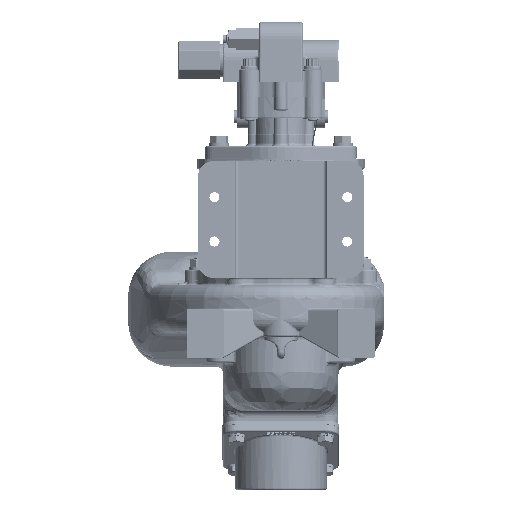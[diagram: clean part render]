
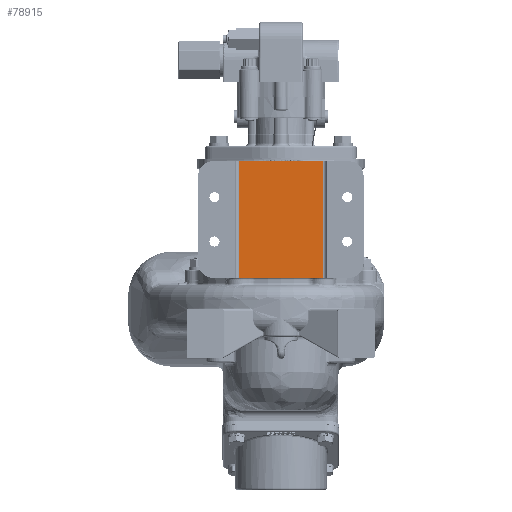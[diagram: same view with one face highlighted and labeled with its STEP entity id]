
A CAD part, front view. The second image highlights one B-rep face of the part: STEP entity #78915.
In plain terms, the highlighted planar face has unit normal (0, -1, 0).
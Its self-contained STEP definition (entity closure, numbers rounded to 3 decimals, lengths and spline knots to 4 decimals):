
#10272=FACE_OUTER_BOUND('',#15633,.T.);
#15633=EDGE_LOOP('',(#64366,#64367,#64368,#64369));
#25117=LINE('',#172782,#29912);
#25158=LINE('',#173797,#29953);
#25264=LINE('',#174855,#30059);
#25266=LINE('',#174859,#30061);
#29912=VECTOR('',#100185,0.3937);
#29953=VECTOR('',#100476,0.3937);
#30059=VECTOR('',#101232,0.3937);
#30061=VECTOR('',#101238,0.3937);
#36258=VERTEX_POINT('',#172779);
#36259=VERTEX_POINT('',#172781);
#36357=VERTEX_POINT('',#173794);
#36358=VERTEX_POINT('',#173796);
#45771=EDGE_CURVE('',#36259,#36258,#25117,.T.);
#45917=EDGE_CURVE('',#36358,#36357,#25158,.T.);
#46242=EDGE_CURVE('',#36259,#36357,#25264,.T.);
#46244=EDGE_CURVE('',#36358,#36258,#25266,.T.);
#64366=ORIENTED_EDGE('',*,*,#46242,.F.);
#64367=ORIENTED_EDGE('',*,*,#45771,.T.);
#64368=ORIENTED_EDGE('',*,*,#46244,.F.);
#64369=ORIENTED_EDGE('',*,*,#45917,.T.);
#75618=PLANE('',#85889);
#78915=ADVANCED_FACE('',(#10272),#75618,.T.);
#85889=AXIS2_PLACEMENT_3D('',#174861,#101240,#101241);
#100185=DIRECTION('',(1.,0.,0.));
#100476=DIRECTION('',(-1.,0.,0.));
#101232=DIRECTION('',(0.,0.,1.));
#101238=DIRECTION('',(0.,0.,-1.));
#101240=DIRECTION('center_axis',(0.,-1.,0.));
#101241=DIRECTION('ref_axis',(0.,0.,-1.));
#172779=CARTESIAN_POINT('',(1.425,-3.965,-4.419));
#172781=CARTESIAN_POINT('',(-1.425,-3.965,-4.419));
#172782=CARTESIAN_POINT('',(-0.775,-3.965,-4.419));
#173794=CARTESIAN_POINT('',(-1.425,-3.965,-0.47));
#173796=CARTESIAN_POINT('',(1.425,-3.965,-0.47));
#173797=CARTESIAN_POINT('',(1.55,-3.965,-0.47));
#174855=CARTESIAN_POINT('',(-1.425,-3.965,-0.47));
#174859=CARTESIAN_POINT('',(1.425,-3.965,-0.47));
#174861=CARTESIAN_POINT('Origin',(-1.55,-3.965,-0.47));
